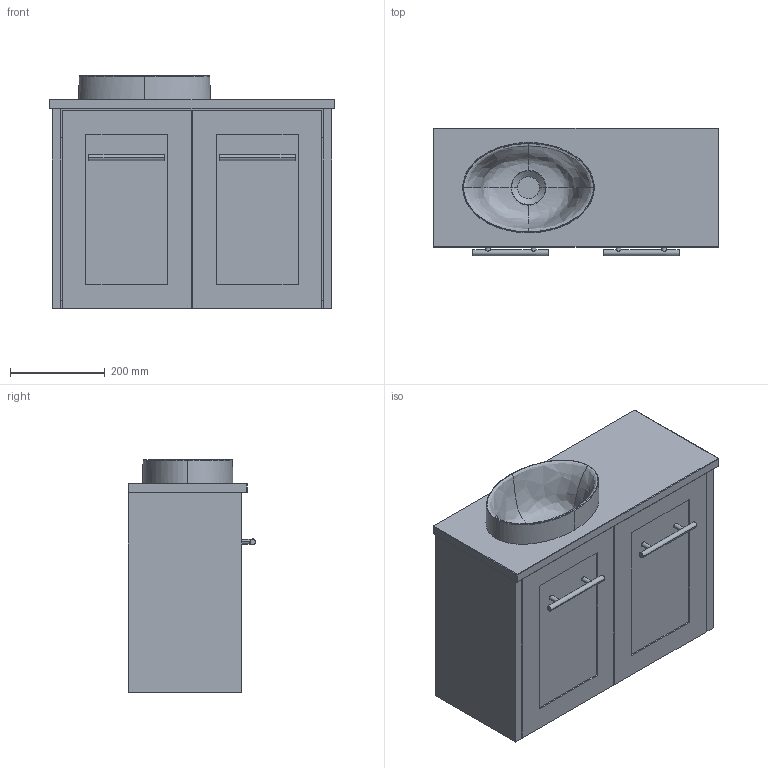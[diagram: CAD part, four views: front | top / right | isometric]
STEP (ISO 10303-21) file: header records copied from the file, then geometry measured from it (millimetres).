
FILE_DESCRIPTION(/* description */ (''),/* implementation_level */ '2;1');
FILE_NAME(/* name */ 'Kado Lux Mini (Wall Hung) 600L (20MM)',/* time_stamp */ '2025-07-09T15:03:19+10:00',/* author */ (''),/* organization */ (''),/* preprocessor_version */ 'ST-DEVELOPER v16.5',/* originating_system */ '',/* authorisation */ '');
FILE_SCHEMA (('AUTOMOTIVE_DESIGN'));
Length unit declared in the file: millimetre
Products named in the file (10): Document; Kado Lux Mini (Wall Hung) 600L (20MM); Kado Lux Mini Benchtop ALL (20MM)7576; Kado Lux Mini Benchtop 600L (20MM)73; Kado Lux Mini Benchtop 600L (20MM)67; Joy72; Kado Lux Mini Wall Hung ALL77; Kado Lux Mini WH 600 Carcass74; Kado Lux Mini WH 600 Carcass70; Cross Bar Handle 9623456789101112131415161718192021222324252627282930
3132333435363738394041424344454647484950515253545556575859606162636465
Assembly tree (10 placements, depth 5):
  Document
    Kado Lux Mini (Wall Hung) 600L (20MM)
      Kado Lux Mini Benchtop ALL (20MM)7576
        Kado Lux Mini Benchtop 600L (20MM)73
          Kado Lux Mini Benchtop 600L (20MM)67
          Joy72
      Kado Lux Mini Wall Hung ALL77
        Kado Lux Mini WH 600 Carcass74
          Kado Lux Mini WH 600 Carcass70
          Cross Bar Handle 9623456789101112131415161718192021222324252627282930
3132333435363738394041424344454647484950515253545556575859606162636465  x2
Bounding box: 600 x 268 x 489.98 mm (x, y, z)
Volume: 16440120.2 mm3; surface area: 2261319.4 mm2
Topology: 11 solids, 11 shells, 162 faces, 348 edges, 206 vertices
Faces by surface type: plane 72, bspline 66, cylinder 24
Entity records: 32872 total; most frequent: CARTESIAN_POINT 30371, ORIENTED_EDGE 632, EDGE_CURVE 316, B_SPLINE_CURVE_WITH_KNOTS 262, VERTEX_POINT 190, EDGE_LOOP 154, ADVANCED_FACE 148, FACE_OUTER_BOUND 148
